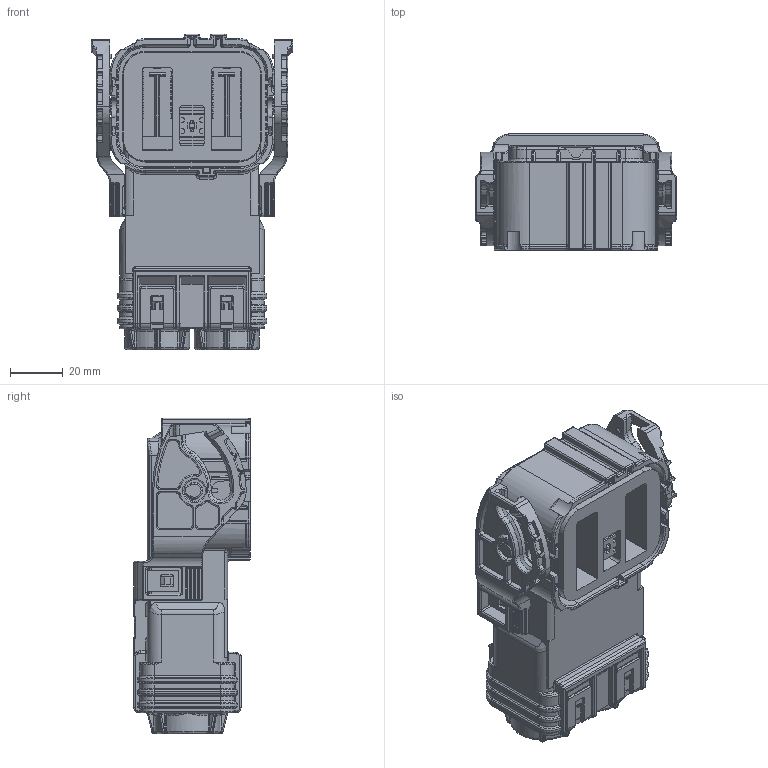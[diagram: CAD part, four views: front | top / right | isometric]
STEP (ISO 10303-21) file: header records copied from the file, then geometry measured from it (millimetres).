
FILE_DESCRIPTION (( 'STEP AP203' ), '1' );
FILE_NAME ('YGEV5-P2PWHB脣芛(50mm2).ST', '2025-02-24T07:05:18', ( 'China' ), ( 'Microsoft' ), 'SwSTEP 2.0', 'SolidWorks 2023', '' );
FILE_SCHEMA (( 'CONFIG_CONTROL_DESIGN' ));
Length unit declared in the file: millimetre
Products named in the file (1): YGEV5-P2PWHB插头(50mm²)
Bounding box: 76.7 x 44.3 x 120 mm (x, y, z)
Volume: 214530.2 mm3; surface area: 60999.1 mm2
Topology: 1 solids, 43 shells, 4558 faces, 11659 edges, 7117 vertices
Faces by surface type: plane 2340, cylinder 1303, torus 449, bspline 325, cone 71, sphere 70
Entity records: 146197 total; most frequent: CARTESIAN_POINT 38063, ORIENTED_EDGE 23096, DIRECTION 21974, EDGE_CURVE 11548, VECTOR 7360, LINE 7360, AXIS2_PLACEMENT_3D 7307, VERTEX_POINT 7117
